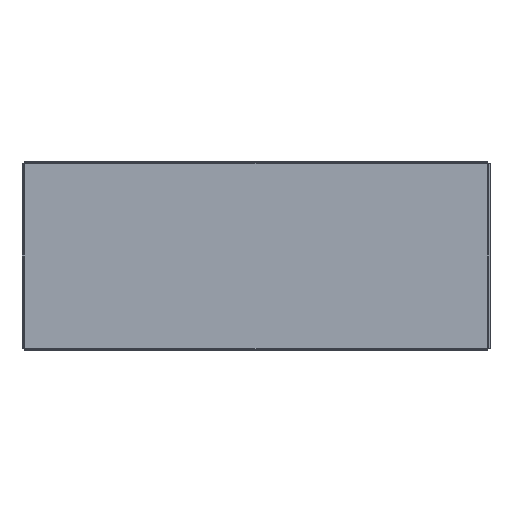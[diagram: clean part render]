
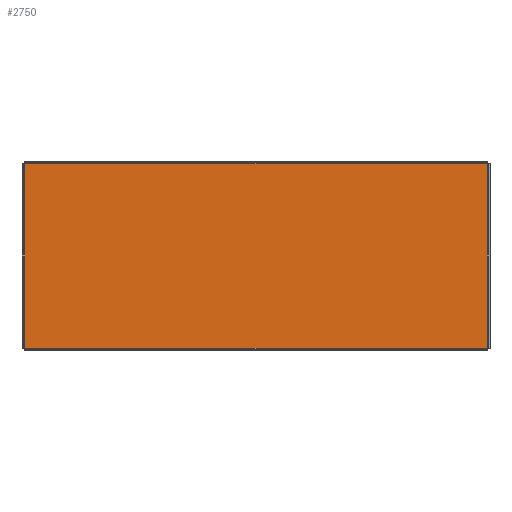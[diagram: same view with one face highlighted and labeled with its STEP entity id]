
A CAD part, front view. The second image highlights one B-rep face of the part: STEP entity #2750.
In plain terms, the highlighted planar face has unit normal (0, -1, 0).
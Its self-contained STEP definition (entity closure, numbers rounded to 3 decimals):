
#1 = EDGE_LOOP ( 'NONE', ( #3046, #1632, #2320, #1704 ) ) ;
#164 = VECTOR ( 'NONE', #1571, 1000. ) ;
#272 = CARTESIAN_POINT ( 'NONE',  ( 274.543, -2., -109.25 ) ) ;
#408 = CARTESIAN_POINT ( 'NONE',  ( -274.25, -2., -109.543 ) ) ;
#458 = LINE ( 'NONE', #1623, #3050 ) ;
#471 = CARTESIAN_POINT ( 'NONE',  ( 0., -2., 0. ) ) ;
#533 = CARTESIAN_POINT ( 'NONE',  ( 274.25, -2., -109.25 ) ) ;
#745 = CARTESIAN_POINT ( 'NONE',  ( 274.25, -2., 109.25 ) ) ;
#929 = AXIS2_PLACEMENT_3D ( 'NONE', #471, #1638, #2798 ) ;
#1126 = DIRECTION ( 'NONE',  ( 0., 0., -1. ) ) ;
#1263 = CARTESIAN_POINT ( 'NONE',  ( -274.25, -2., 109.25 ) ) ;
#1312 = EDGE_CURVE ( 'NONE', #1999, #3220, #3028, .T. ) ;
#1438 = DIRECTION ( 'NONE',  ( -1., 0., 0. ) ) ;
#1571 = DIRECTION ( 'NONE',  ( 0., 0., 1. ) ) ;
#1623 = CARTESIAN_POINT ( 'NONE',  ( -274.543, -2., 109.25 ) ) ;
#1632 = ORIENTED_EDGE ( 'NONE', *, *, #1312, .F. ) ;
#1638 = DIRECTION ( 'NONE',  ( 0., -1., 0. ) ) ;
#1704 = ORIENTED_EDGE ( 'NONE', *, *, #2523, .F. ) ;
#1716 = CARTESIAN_POINT ( 'NONE',  ( -274.25, -2., -109.25 ) ) ;
#1758 = EDGE_CURVE ( 'NONE', #3220, #3400, #458, .T. ) ;
#1914 = FACE_OUTER_BOUND ( 'NONE', #1, .T. ) ;
#1964 = VERTEX_POINT ( 'NONE', #533 ) ;
#1999 = VERTEX_POINT ( 'NONE', #1716 ) ;
#2055 = VECTOR ( 'NONE', #1126, 1000. ) ;
#2320 = ORIENTED_EDGE ( 'NONE', *, *, #3641, .F. ) ;
#2523 = EDGE_CURVE ( 'NONE', #3400, #1964, #2567, .T. ) ;
#2567 = LINE ( 'NONE', #3775, #2055 ) ;
#2750 = ADVANCED_FACE ( 'NONE', ( #1914 ), #3098, .T. ) ;
#2783 = DIRECTION ( 'NONE',  ( 1., 0., 0. ) ) ;
#2797 = VECTOR ( 'NONE', #1438, 1000. ) ;
#2798 = DIRECTION ( 'NONE',  ( 0., 0., -1. ) ) ;
#2891 = LINE ( 'NONE', #272, #2797 ) ;
#3028 = LINE ( 'NONE', #408, #164 ) ;
#3046 = ORIENTED_EDGE ( 'NONE', *, *, #1758, .F. ) ;
#3050 = VECTOR ( 'NONE', #2783, 1000. ) ;
#3098 = PLANE ( 'NONE',  #929 ) ;
#3220 = VERTEX_POINT ( 'NONE', #1263 ) ;
#3400 = VERTEX_POINT ( 'NONE', #745 ) ;
#3641 = EDGE_CURVE ( 'NONE', #1964, #1999, #2891, .T. ) ;
#3775 = CARTESIAN_POINT ( 'NONE',  ( 274.25, -2., 109.543 ) ) ;
